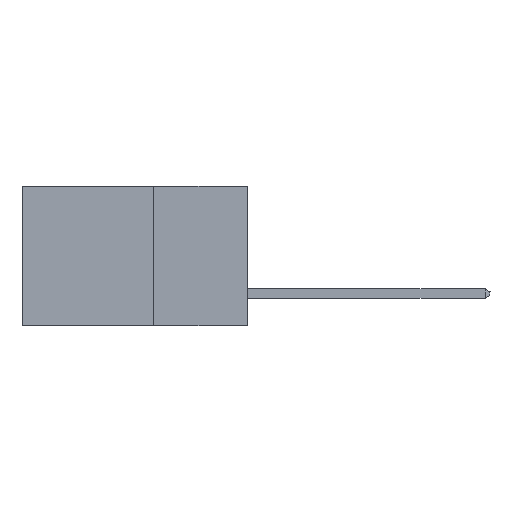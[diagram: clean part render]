
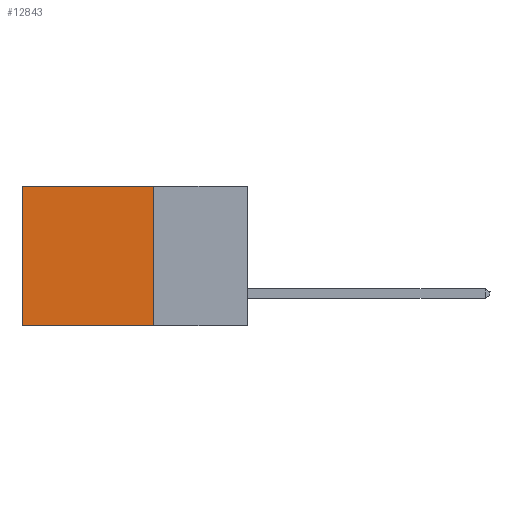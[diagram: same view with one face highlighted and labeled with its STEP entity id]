
A CAD part, left-side view. The second image highlights one B-rep face of the part: STEP entity #12843.
In plain terms, the highlighted planar face has unit normal (-1, 0, 0).
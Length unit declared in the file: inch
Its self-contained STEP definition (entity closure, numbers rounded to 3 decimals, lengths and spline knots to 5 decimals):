
#76 = CARTESIAN_POINT ( 'NONE',  ( 0.2615, 0.6, -0.37 ) ) ;
#225 = LINE ( 'NONE', #13077, #6447 ) ;
#504 = DIRECTION ( 'NONE',  ( 0., 1., 0. ) ) ;
#1284 = EDGE_CURVE ( 'NONE', #9208, #12909, #225, .T. ) ;
#2932 = DIRECTION ( 'NONE',  ( 0., 0., -1. ) ) ;
#4207 = DIRECTION ( 'NONE',  ( 1., 0., 0. ) ) ;
#5059 = FACE_OUTER_BOUND ( 'NONE', #11052, .T. ) ;
#5255 = ORIENTED_EDGE ( 'NONE', *, *, #1284, .T. ) ;
#5445 = VECTOR ( 'NONE', #7357, 39.37008 ) ;
#5954 = VERTEX_POINT ( 'NONE', #6862 ) ;
#6412 = ORIENTED_EDGE ( 'NONE', *, *, #13630, .T. ) ;
#6447 = VECTOR ( 'NONE', #504, 39.37008 ) ;
#6862 = CARTESIAN_POINT ( 'NONE',  ( 0.2615, 0.6, -0.37 ) ) ;
#7103 = VERTEX_POINT ( 'NONE', #8635 ) ;
#7214 = DIRECTION ( 'NONE',  ( 0., 1., 0. ) ) ;
#7357 = DIRECTION ( 'NONE',  ( 0., 0., -1. ) ) ;
#7380 = DIRECTION ( 'NONE',  ( 0., 0., -1. ) ) ;
#7554 = EDGE_CURVE ( 'NONE', #9208, #7103, #8408, .T. ) ;
#8268 = CARTESIAN_POINT ( 'NONE',  ( 0.2615, 0.25, -0.37 ) ) ;
#8408 = LINE ( 'NONE', #13756, #5445 ) ;
#8498 = LINE ( 'NONE', #76, #11357 ) ;
#8635 = CARTESIAN_POINT ( 'NONE',  ( 0.2615, 0.25, -0.37 ) ) ;
#8903 = CARTESIAN_POINT ( 'NONE',  ( 0.2615, 0.25, 0. ) ) ;
#9104 = VECTOR ( 'NONE', #7214, 39.37008 ) ;
#9208 = VERTEX_POINT ( 'NONE', #8903 ) ;
#9337 = PLANE ( 'NONE',  #11567 ) ;
#9550 = CARTESIAN_POINT ( 'NONE',  ( 0.2615, 0.25, -0.37 ) ) ;
#11052 = EDGE_LOOP ( 'NONE', ( #6412, #11202, #11081, #5255 ) ) ;
#11081 = ORIENTED_EDGE ( 'NONE', *, *, #7554, .F. ) ;
#11202 = ORIENTED_EDGE ( 'NONE', *, *, #13236, .F. ) ;
#11357 = VECTOR ( 'NONE', #7380, 39.37008 ) ;
#11567 = AXIS2_PLACEMENT_3D ( 'NONE', #9550, #4207, #2932 ) ;
#11925 = CARTESIAN_POINT ( 'NONE',  ( 0.2615, 0.6, 0. ) ) ;
#12695 = LINE ( 'NONE', #8268, #9104 ) ;
#12843 = ADVANCED_FACE ( 'NONE', ( #5059 ), #9337, .F. ) ;
#12909 = VERTEX_POINT ( 'NONE', #11925 ) ;
#13077 = CARTESIAN_POINT ( 'NONE',  ( 0.2615, 0.25, 0. ) ) ;
#13236 = EDGE_CURVE ( 'NONE', #7103, #5954, #12695, .T. ) ;
#13630 = EDGE_CURVE ( 'NONE', #12909, #5954, #8498, .T. ) ;
#13756 = CARTESIAN_POINT ( 'NONE',  ( 0.2615, 0.25, -0.37 ) ) ;
